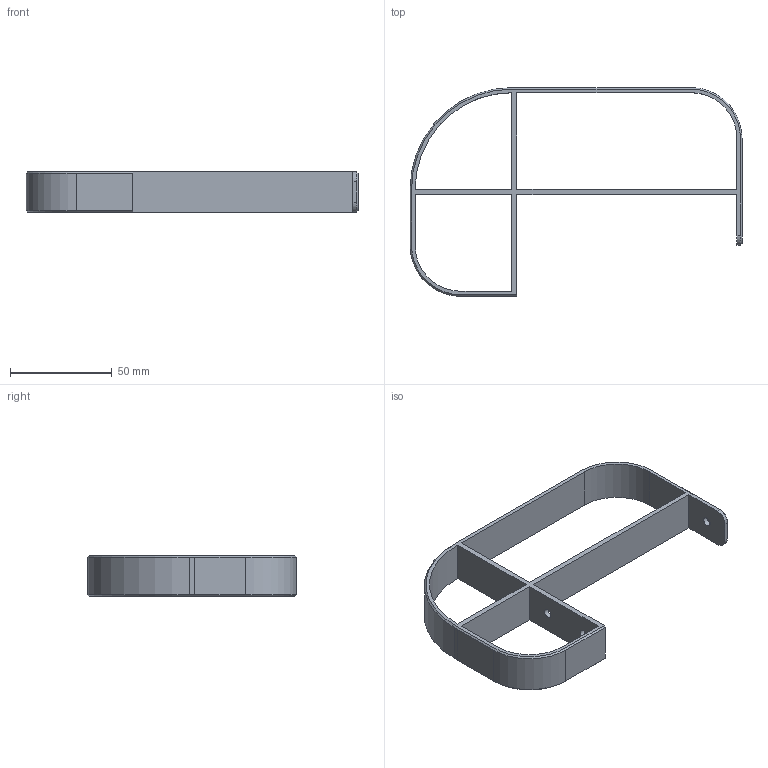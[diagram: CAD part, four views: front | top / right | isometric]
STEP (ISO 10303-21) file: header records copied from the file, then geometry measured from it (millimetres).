
FILE_DESCRIPTION(('FreeCAD Model'),'2;1');
FILE_NAME('Open CASCADE Shape Model','2023-09-21T09:31:55',('Author'),( ''),'Open CASCADE STEP processor 7.6','FreeCAD','Unknown');
FILE_SCHEMA(('AUTOMOTIVE_DESIGN { 1 0 10303 214 1 1 1 1 }'));
Length unit declared in the file: millimetre
Products named in the file (2): bumper_main; bumper_asymmetric_body
Assembly tree (1 placements, depth 2):
  bumper_main
    bumper_asymmetric_body
Bounding box: 163 x 102.5 x 20 mm (x, y, z)
Volume: 29636.5 mm3; surface area: 26445.7 mm2
Topology: 1 solids, 1 shells, 54 faces, 136 edges, 84 vertices
Faces by surface type: plane 35, cylinder 11, cone 8
Full cylindrical faces by diameter (mm): 4.5 x3
Entity records: 1654 total; most frequent: DIRECTION 278, CARTESIAN_POINT 276, ORIENTED_EDGE 272, EDGE_CURVE 136, LINE 106, VECTOR 106, AXIS2_PLACEMENT_3D 86, VERTEX_POINT 84
